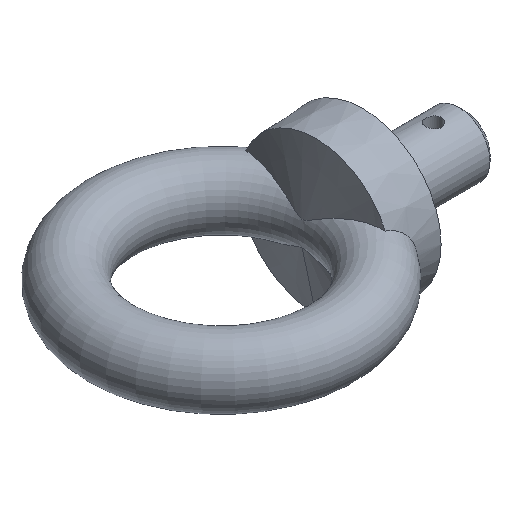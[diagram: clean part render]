
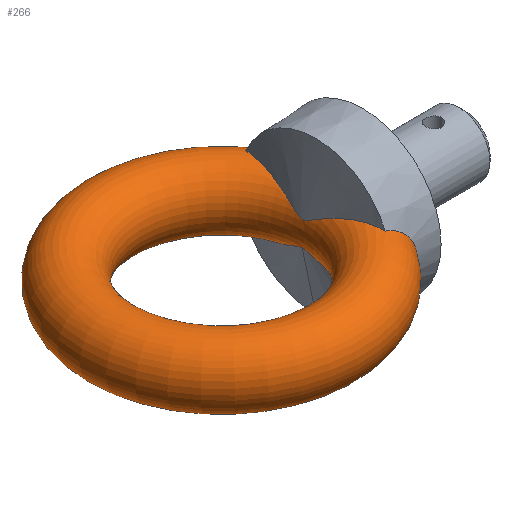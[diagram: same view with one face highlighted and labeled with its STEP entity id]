
A CAD part, isometric view. The second image highlights one B-rep face of the part: STEP entity #266.
In plain terms, the highlighted toroidal (fillet/blend) face has major radius 14 mm and minor radius 4 mm.
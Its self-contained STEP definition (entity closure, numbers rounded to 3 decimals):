
#45=TOROIDAL_SURFACE('',#292,14.,4.);
#48=B_SPLINE_CURVE_WITH_KNOTS('',3,(#432,#433,#434,#435,#436,#437,#438,
#439,#440,#441,#442,#443,#444,#445,#446,#447,#448),.UNSPECIFIED.,.F.,.U.,
(4,1,1,1,1,1,1,1,1,1,1,1,1,1,4),(0.,0.002,
0.005,0.006,0.007,0.008,
0.009,0.01,0.01,0.011,
0.012,0.013,0.014,0.017,
0.019),.UNSPECIFIED.);
#49=B_SPLINE_CURVE_WITH_KNOTS('',3,(#454,#455,#456,#457,#458,#459,#460),
 .UNSPECIFIED.,.F.,.U.,(4,1,1,1,4),(0.,0.003,
0.005,0.008,0.011),
 .UNSPECIFIED.);
#50=B_SPLINE_CURVE_WITH_KNOTS('',3,(#462,#463,#464,#465,#466,#467,#468,
#469,#470,#471,#472,#473,#474,#475,#476,#477,#478),.UNSPECIFIED.,.F.,.U.,
(4,1,1,1,1,1,1,1,1,1,1,1,1,1,4),(0.,0.002,
0.005,0.006,0.007,0.008,
0.009,0.01,0.01,0.011,
0.012,0.013,0.014,0.017,
0.019),.UNSPECIFIED.);
#51=B_SPLINE_CURVE_WITH_KNOTS('',3,(#481,#482,#483,#484,#485,#486,#487),
 .UNSPECIFIED.,.F.,.U.,(4,1,1,1,4),(0.,0.003,
0.005,0.008,0.011),
 .UNSPECIFIED.);
#63=CIRCLE('',#293,18.);
#64=CIRCLE('',#294,4.);
#65=CIRCLE('',#295,18.);
#81=VERTEX_POINT('',#430);
#82=VERTEX_POINT('',#431);
#83=VERTEX_POINT('',#451);
#84=VERTEX_POINT('',#452);
#85=VERTEX_POINT('',#461);
#86=VERTEX_POINT('',#479);
#87=VERTEX_POINT('',#480);
#88=VERTEX_POINT('',#488);
#131=EDGE_CURVE('',#81,#82,#48,.T.);
#132=EDGE_CURVE('',#83,#84,#63,.T.);
#133=EDGE_CURVE('',#84,#84,#64,.T.);
#134=EDGE_CURVE('',#85,#83,#49,.T.);
#135=EDGE_CURVE('',#86,#85,#50,.T.);
#136=EDGE_CURVE('',#87,#86,#50,.T.);
#137=EDGE_CURVE('',#88,#87,#51,.T.);
#138=EDGE_CURVE('',#84,#88,#65,.T.);
#139=EDGE_CURVE('',#82,#88,#51,.T.);
#140=EDGE_CURVE('',#83,#81,#49,.T.);
#187=ORIENTED_EDGE('',*,*,#132,.T.);
#188=ORIENTED_EDGE('',*,*,#133,.T.);
#189=ORIENTED_EDGE('',*,*,#132,.F.);
#190=ORIENTED_EDGE('',*,*,#134,.F.);
#191=ORIENTED_EDGE('',*,*,#135,.F.);
#192=ORIENTED_EDGE('',*,*,#136,.F.);
#193=ORIENTED_EDGE('',*,*,#137,.F.);
#194=ORIENTED_EDGE('',*,*,#138,.F.);
#195=ORIENTED_EDGE('',*,*,#133,.F.);
#196=ORIENTED_EDGE('',*,*,#138,.T.);
#197=ORIENTED_EDGE('',*,*,#139,.F.);
#198=ORIENTED_EDGE('',*,*,#131,.F.);
#199=ORIENTED_EDGE('',*,*,#140,.F.);
#233=EDGE_LOOP('',(#187,#188,#189,#190,#191,#192,#193,#194,#195,#196,#197,
#198,#199));
#250=FACE_BOUND('',#233,.T.);
#266=ADVANCED_FACE('',(#250),#45,.T.);
#292=AXIS2_PLACEMENT_3D('',#449,#346,$);
#293=AXIS2_PLACEMENT_3D('',#450,#347,#348);
#294=AXIS2_PLACEMENT_3D('',#453,#349,#350);
#295=AXIS2_PLACEMENT_3D('',#489,#351,#352);
#346=DIRECTION('',(0.,0.,-1.));
#347=DIRECTION('',(0.,0.,1.));
#348=DIRECTION('',(-18.,0.,0.));
#349=DIRECTION('',(0.,1.,0.));
#350=DIRECTION('',(-4.,0.,0.));
#351=DIRECTION('',(0.,0.,1.));
#352=DIRECTION('',(-18.,0.,0.));
#430=CARTESIAN_POINT('',(-6.,8.886,3.89));
#431=CARTESIAN_POINT('',(-6.,-8.886,3.89));
#432=CARTESIAN_POINT('',(-6.,8.886,3.89));
#433=CARTESIAN_POINT('',(-6.136,8.105,4.027));
#434=CARTESIAN_POINT('',(-6.42,6.537,4.031));
#435=CARTESIAN_POINT('',(-6.798,4.623,3.569));
#436=CARTESIAN_POINT('',(-7.098,3.176,3.015));
#437=CARTESIAN_POINT('',(-7.324,2.114,2.519));
#438=CARTESIAN_POINT('',(-7.507,1.247,2.057));
#439=CARTESIAN_POINT('',(-7.637,0.554,1.694));
#440=CARTESIAN_POINT('',(-7.695,-0.037,1.519));
#441=CARTESIAN_POINT('',(-7.626,-0.612,1.725));
#442=CARTESIAN_POINT('',(-7.497,-1.296,2.082));
#443=CARTESIAN_POINT('',(-7.315,-2.156,2.54));
#444=CARTESIAN_POINT('',(-7.092,-3.206,3.027));
#445=CARTESIAN_POINT('',(-6.793,-4.649,3.577));
#446=CARTESIAN_POINT('',(-6.418,-6.549,4.032));
#447=CARTESIAN_POINT('',(-6.135,-8.112,4.026));
#448=CARTESIAN_POINT('',(-6.,-8.886,3.89));
#449=CARTESIAN_POINT('',(-18.,0.,0.));
#450=CARTESIAN_POINT('',(-18.,0.,0.));
#451=CARTESIAN_POINT('',(-2.936,9.853,0.));
#452=CARTESIAN_POINT('',(-36.,0.,0.));
#453=CARTESIAN_POINT('',(-32.,0.,0.));
#454=CARTESIAN_POINT('',(-6.,8.886,-3.89));
#455=CARTESIAN_POINT('',(-5.109,9.018,-3.7));
#456=CARTESIAN_POINT('',(-3.512,9.526,-2.746));
#457=CARTESIAN_POINT('',(-2.649,10.017,0.));
#458=CARTESIAN_POINT('',(-3.51,9.527,2.742));
#459=CARTESIAN_POINT('',(-5.108,9.018,3.699));
#460=CARTESIAN_POINT('',(-6.,8.886,3.89));
#461=CARTESIAN_POINT('',(-6.,8.886,-3.89));
#462=CARTESIAN_POINT('',(-6.,-8.886,-3.89));
#463=CARTESIAN_POINT('',(-6.136,-8.105,-4.027));
#464=CARTESIAN_POINT('',(-6.42,-6.537,-4.031));
#465=CARTESIAN_POINT('',(-6.798,-4.623,-3.569));
#466=CARTESIAN_POINT('',(-7.098,-3.176,-3.015));
#467=CARTESIAN_POINT('',(-7.324,-2.114,-2.519));
#468=CARTESIAN_POINT('',(-7.507,-1.247,-2.057));
#469=CARTESIAN_POINT('',(-7.637,-0.554,-1.694));
#470=CARTESIAN_POINT('',(-7.695,0.037,-1.519));
#471=CARTESIAN_POINT('',(-7.626,0.612,-1.725));
#472=CARTESIAN_POINT('',(-7.497,1.296,-2.082));
#473=CARTESIAN_POINT('',(-7.315,2.156,-2.54));
#474=CARTESIAN_POINT('',(-7.092,3.206,-3.027));
#475=CARTESIAN_POINT('',(-6.793,4.649,-3.577));
#476=CARTESIAN_POINT('',(-6.418,6.549,-4.032));
#477=CARTESIAN_POINT('',(-6.135,8.112,-4.026));
#478=CARTESIAN_POINT('',(-6.,8.886,-3.89));
#479=CARTESIAN_POINT('',(-7.674,0.,-1.583));
#480=CARTESIAN_POINT('',(-6.,-8.886,-3.89));
#481=CARTESIAN_POINT('',(-6.,-8.886,3.89));
#482=CARTESIAN_POINT('',(-5.109,-9.018,3.7));
#483=CARTESIAN_POINT('',(-3.512,-9.526,2.746));
#484=CARTESIAN_POINT('',(-2.649,-10.017,0.));
#485=CARTESIAN_POINT('',(-3.51,-9.527,-2.742));
#486=CARTESIAN_POINT('',(-5.108,-9.018,-3.699));
#487=CARTESIAN_POINT('',(-6.,-8.886,-3.89));
#488=CARTESIAN_POINT('',(-2.936,-9.853,0.));
#489=CARTESIAN_POINT('',(-18.,0.,0.));
